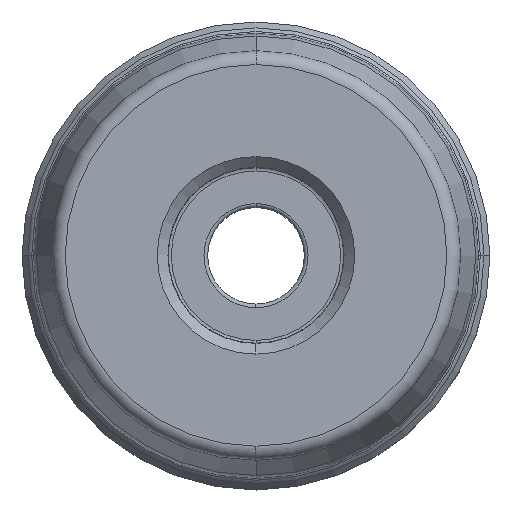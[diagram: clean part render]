
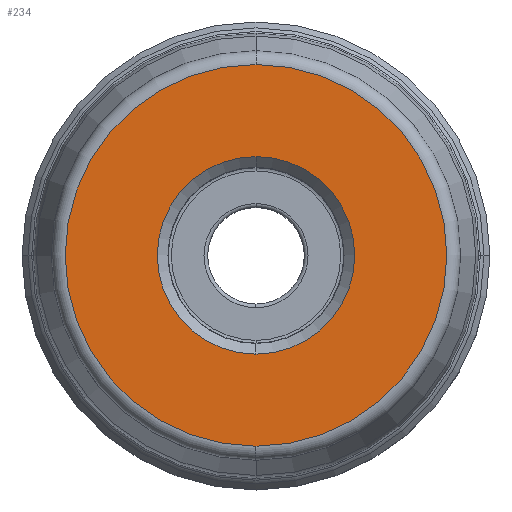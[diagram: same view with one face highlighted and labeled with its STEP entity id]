
A CAD part, top view. The second image highlights one B-rep face of the part: STEP entity #234.
In plain terms, the highlighted planar face has unit normal (0, 0, 1).
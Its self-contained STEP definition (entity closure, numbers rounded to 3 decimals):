
#234=ADVANCED_FACE('',(#296,#297),#286,.F.);
#286=PLANE('',#1611);
#296=FACE_BOUND('',#346,.T.);
#297=FACE_BOUND('',#347,.T.);
#346=EDGE_LOOP('',(#554,#555,#556,#557));
#347=EDGE_LOOP('',(#558,#559));
#554=ORIENTED_EDGE('',*,*,#994,.T.);
#555=ORIENTED_EDGE('',*,*,#992,.T.);
#556=ORIENTED_EDGE('',*,*,#991,.T.);
#557=ORIENTED_EDGE('',*,*,#995,.T.);
#558=ORIENTED_EDGE('',*,*,#996,.T.);
#559=ORIENTED_EDGE('',*,*,#997,.T.);
#840=VERTEX_POINT('',#2483);
#841=VERTEX_POINT('',#2485);
#842=VERTEX_POINT('',#2487);
#843=VERTEX_POINT('',#2491);
#844=VERTEX_POINT('',#2495);
#845=VERTEX_POINT('',#2496);
#991=EDGE_CURVE('',#841,#840,#1174,.T.);
#992=EDGE_CURVE('',#842,#841,#1175,.T.);
#994=EDGE_CURVE('',#843,#842,#1177,.T.);
#995=EDGE_CURVE('',#840,#843,#1178,.T.);
#996=EDGE_CURVE('',#844,#845,#1179,.T.);
#997=EDGE_CURVE('',#845,#844,#1180,.T.);
#1174=CIRCLE('',#1602,20.725);
#1175=CIRCLE('',#1603,20.725);
#1177=CIRCLE('',#1606,20.725);
#1178=CIRCLE('',#1607,20.725);
#1179=CIRCLE('',#1609,10.725);
#1180=CIRCLE('',#1610,10.725);
#1602=AXIS2_PLACEMENT_3D('',#2484,#1988,#1989);
#1603=AXIS2_PLACEMENT_3D('',#2486,#1990,#1991);
#1606=AXIS2_PLACEMENT_3D('',#2490,#1996,#1997);
#1607=AXIS2_PLACEMENT_3D('',#2492,#1998,#1999);
#1609=AXIS2_PLACEMENT_3D('',#2494,#2002,#2003);
#1610=AXIS2_PLACEMENT_3D('',#2497,#2004,#2005);
#1611=AXIS2_PLACEMENT_3D('',#2498,#2006,#2007);
#1988=DIRECTION('',(0.,0.,1.));
#1989=DIRECTION('',(0.001,1.,0.));
#1990=DIRECTION('',(0.,0.,1.));
#1991=DIRECTION('',(0.,-1.,0.));
#1996=DIRECTION('',(0.,0.,1.));
#1997=DIRECTION('',(-0.001,-1.,0.));
#1998=DIRECTION('',(0.,0.,1.));
#1999=DIRECTION('',(0.,1.,0.));
#2002=DIRECTION('',(0.,0.,-1.));
#2003=DIRECTION('',(0.,-1.,0.));
#2004=DIRECTION('',(0.,0.,-1.));
#2005=DIRECTION('',(0.,1.,0.));
#2006=DIRECTION('',(0.,0.,-1.));
#2007=DIRECTION('',(0.,1.,0.));
#2483=CARTESIAN_POINT('',(0.,20.725,0.));
#2484=CARTESIAN_POINT('',(0.,0.,0.));
#2485=CARTESIAN_POINT('',(0.02,20.725,0.));
#2486=CARTESIAN_POINT('',(0.,0.,0.));
#2487=CARTESIAN_POINT('',(0.,-20.725,0.));
#2490=CARTESIAN_POINT('',(0.,0.,0.));
#2491=CARTESIAN_POINT('',(-0.02,-20.725,0.));
#2492=CARTESIAN_POINT('',(0.,0.,0.));
#2494=CARTESIAN_POINT('',(0.,0.,0.));
#2495=CARTESIAN_POINT('',(0.,-10.725,0.));
#2496=CARTESIAN_POINT('',(0.,10.725,0.));
#2497=CARTESIAN_POINT('',(0.,0.,0.));
#2498=CARTESIAN_POINT('',(0.,0.,0.));
